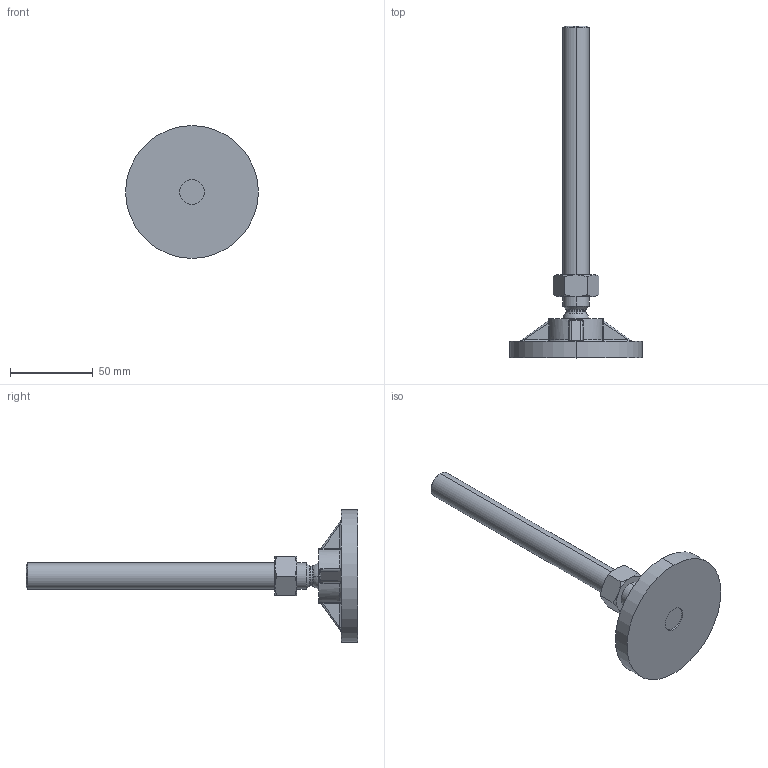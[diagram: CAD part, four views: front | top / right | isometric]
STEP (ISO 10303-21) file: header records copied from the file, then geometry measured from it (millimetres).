
FILE_DESCRIPTION (( 'STEP AP214' ), '1' );
FILE_NAME ('WDS-673-444.step', '2012-04-05T09:42:17', ( 'sysAdmin' ), ( 'SolidWorks' ), 'SwSTEP 2.0', 'SolidWorks 2012', '' );
FILE_SCHEMA (( 'AUTOMOTIVE_DESIGN' ));
Length unit declared in the file: millimetre
Products named in the file (3): WDS-673-444_673-stem-2_673-4141; WDS-673-444; WDS-673-444_673-pad-3_673-443-Pad
Assembly tree (2 placements, depth 2):
  WDS-673-444
    WDS-673-444_673-pad-3_673-443-Pad
    WDS-673-444_673-stem-2_673-4141
Bounding box: 80 x 200 x 80 mm (x, y, z)
Volume: 104095.2 mm3; surface area: 25250.9 mm2
Topology: 2 solids, 2 shells, 130 faces, 295 edges, 165 vertices
Faces by surface type: cylinder 42, plane 26, bspline 24, cone 18, sphere 12, torus 8
Entity records: 4476 total; most frequent: CARTESIAN_POINT 1683, ORIENTED_EDGE 564, DIRECTION 560, EDGE_CURVE 282, AXIS2_PLACEMENT_3D 239, VERTEX_POINT 162, EDGE_LOOP 136, ADVANCED_FACE 130
